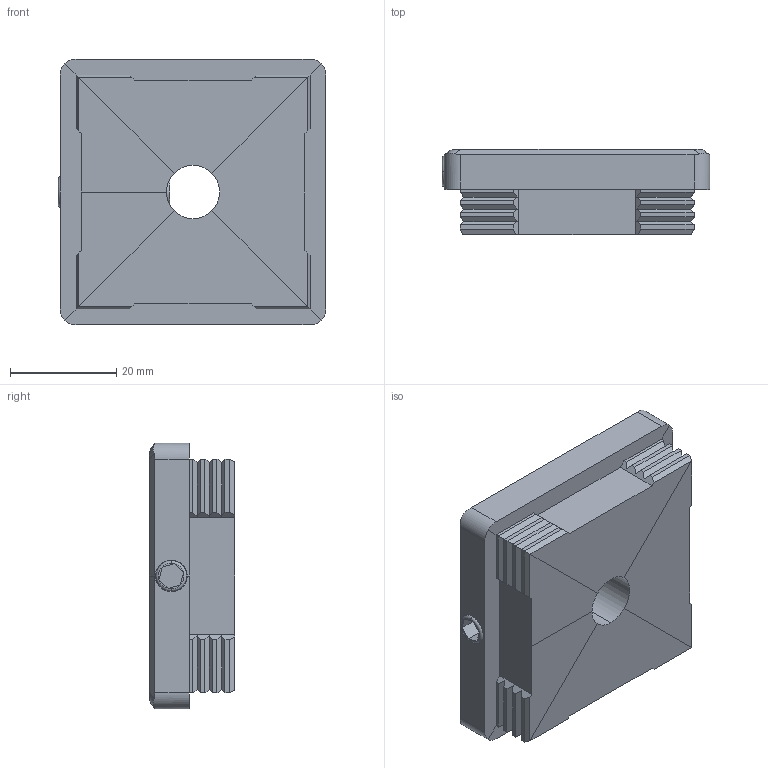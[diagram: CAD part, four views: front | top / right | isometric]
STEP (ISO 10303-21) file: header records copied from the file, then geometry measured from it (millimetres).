
FILE_DESCRIPTION (( 'STEP AP203' ), '1' );
FILE_NAME ('3D_GC2062_50x50x5_188685850.STEP', '2024-10-02T11:21:59', ( '' ), ( '' ), 'SwSTEP 2.0', 'SolidWorks 2024', '' );
FILE_SCHEMA (( 'CONFIG_CONTROL_DESIGN' ));
Length unit declared in the file: millimetre
Products named in the file (1): 3D_GC2062_50x50x5_188685850
Bounding box: 50.39 x 16 x 50 mm (x, y, z)
Volume: 32747.7 mm3; surface area: 9070.2 mm2
Topology: 2 solids, 2 shells, 156 faces, 399 edges, 244 vertices
Faces by surface type: plane 138, cylinder 14, cone 2, torus 2
Entity records: 4718 total; most frequent: CARTESIAN_POINT 922, ORIENTED_EDGE 798, DIRECTION 733, EDGE_CURVE 399, VECTOR 335, LINE 335, VERTEX_POINT 244, AXIS2_PLACEMENT_3D 199
